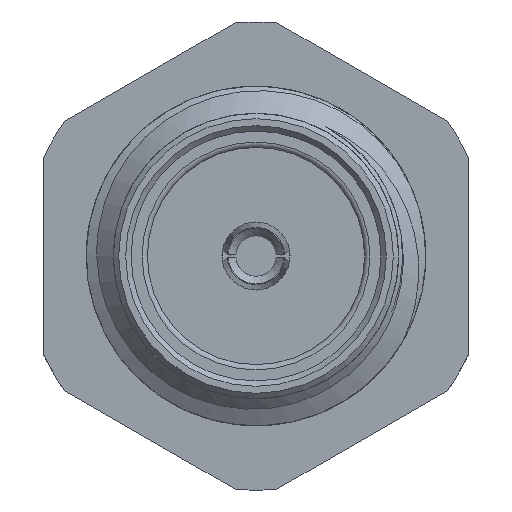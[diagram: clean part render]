
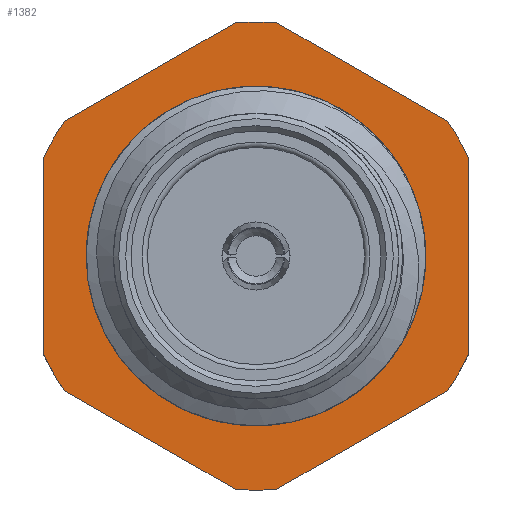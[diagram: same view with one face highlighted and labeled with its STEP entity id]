
A CAD part, front view. The second image highlights one B-rep face of the part: STEP entity #1382.
In plain terms, the highlighted face is planar.
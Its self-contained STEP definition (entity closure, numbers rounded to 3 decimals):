
#67=LINE('',#2300,#131);
#70=LINE('',#2308,#134);
#74=LINE('',#2318,#138);
#78=LINE('',#2325,#142);
#80=LINE('',#2331,#144);
#85=LINE('',#2340,#149);
#131=VECTOR('',#1808,1000.);
#134=VECTOR('',#1817,1000.);
#138=VECTOR('',#1827,1000.);
#142=VECTOR('',#1833,1000.);
#144=VECTOR('',#1841,1000.);
#149=VECTOR('',#1848,1000.);
#180=PLANE('',#1554);
#379=ORIENTED_EDGE('',*,*,#703,.T.);
#380=ORIENTED_EDGE('',*,*,#678,.T.);
#381=ORIENTED_EDGE('',*,*,#681,.T.);
#382=ORIENTED_EDGE('',*,*,#683,.T.);
#383=ORIENTED_EDGE('',*,*,#685,.T.);
#384=ORIENTED_EDGE('',*,*,#687,.T.);
#385=ORIENTED_EDGE('',*,*,#690,.T.);
#386=ORIENTED_EDGE('',*,*,#657,.T.);
#387=ORIENTED_EDGE('',*,*,#694,.T.);
#388=ORIENTED_EDGE('',*,*,#696,.T.);
#389=ORIENTED_EDGE('',*,*,#697,.T.);
#390=ORIENTED_EDGE('',*,*,#663,.T.);
#391=ORIENTED_EDGE('',*,*,#702,.T.);
#657=EDGE_CURVE('',#834,#833,#950,.T.);
#663=EDGE_CURVE('',#840,#839,#953,.T.);
#678=EDGE_CURVE('',#852,#851,#961,.T.);
#681=EDGE_CURVE('',#851,#853,#67,.T.);
#683=EDGE_CURVE('',#853,#854,#962,.T.);
#685=EDGE_CURVE('',#854,#855,#70,.T.);
#687=EDGE_CURVE('',#855,#856,#963,.T.);
#690=EDGE_CURVE('',#856,#834,#74,.T.);
#694=EDGE_CURVE('',#833,#860,#78,.T.);
#696=EDGE_CURVE('',#860,#861,#964,.T.);
#697=EDGE_CURVE('',#861,#840,#80,.T.);
#702=EDGE_CURVE('',#839,#852,#85,.T.);
#703=EDGE_CURVE('',#865,#865,#965,.T.);
#833=VERTEX_POINT('',#2249);
#834=VERTEX_POINT('',#2251);
#839=VERTEX_POINT('',#2262);
#840=VERTEX_POINT('',#2264);
#851=VERTEX_POINT('',#2293);
#852=VERTEX_POINT('',#2295);
#853=VERTEX_POINT('',#2299);
#854=VERTEX_POINT('',#2303);
#855=VERTEX_POINT('',#2307);
#856=VERTEX_POINT('',#2311);
#860=VERTEX_POINT('',#2324);
#861=VERTEX_POINT('',#2328);
#865=VERTEX_POINT('',#2343);
#950=CIRCLE('',#1525,4.365);
#953=CIRCLE('',#1529,4.365);
#961=CIRCLE('',#1541,4.365);
#962=CIRCLE('',#1544,4.365);
#963=CIRCLE('',#1547,4.365);
#964=CIRCLE('',#1551,4.365);
#965=CIRCLE('',#1555,2.66);
#1055=EDGE_LOOP('',(#379));
#1056=EDGE_LOOP('',(#380,#381,#382,#383,#384,#385,#386,#387,#388,#389,#390,
#391));
#1214=FACE_BOUND('',#1055,.T.);
#1215=FACE_BOUND('',#1056,.T.);
#1382=ADVANCED_FACE('',(#1214,#1215),#180,.T.);
#1525=AXIS2_PLACEMENT_3D('',#2250,#1760,#1761);
#1529=AXIS2_PLACEMENT_3D('',#2263,#1771,#1772);
#1541=AXIS2_PLACEMENT_3D('',#2294,#1802,#1803);
#1544=AXIS2_PLACEMENT_3D('',#2304,#1812,#1813);
#1547=AXIS2_PLACEMENT_3D('',#2312,#1821,#1822);
#1551=AXIS2_PLACEMENT_3D('',#2329,#1837,#1838);
#1554=AXIS2_PLACEMENT_3D('',#2341,#1849,#1850);
#1555=AXIS2_PLACEMENT_3D('',#2342,#1851,#1852);
#1760=DIRECTION('',(0.,0.,1.));
#1761=DIRECTION('',(1.,0.,0.));
#1771=DIRECTION('',(0.,0.,1.));
#1772=DIRECTION('',(1.,0.,0.));
#1802=DIRECTION('',(0.,0.,1.));
#1803=DIRECTION('',(1.,0.,0.));
#1808=DIRECTION('',(-0.866,0.5,0.));
#1812=DIRECTION('',(0.,0.,1.));
#1813=DIRECTION('',(1.,0.,0.));
#1817=DIRECTION('',(-0.866,-0.5,0.));
#1821=DIRECTION('',(0.,0.,1.));
#1822=DIRECTION('',(1.,0.,0.));
#1827=DIRECTION('',(0.,-1.,0.));
#1833=DIRECTION('',(0.866,-0.5,0.));
#1837=DIRECTION('',(0.,0.,1.));
#1838=DIRECTION('',(1.,0.,0.));
#1841=DIRECTION('',(0.866,0.5,0.));
#1848=DIRECTION('',(0.,1.,0.));
#1849=DIRECTION('',(0.,0.,1.));
#1850=DIRECTION('',(1.,0.,0.));
#1851=DIRECTION('',(0.,0.,-1.));
#1852=DIRECTION('',(1.,0.,0.));
#2249=CARTESIAN_POINT('',(-3.57,-2.511,1.52));
#2250=CARTESIAN_POINT('',(0.,0.,1.52));
#2251=CARTESIAN_POINT('',(-3.96,-1.836,1.52));
#2262=CARTESIAN_POINT('',(3.96,-1.836,1.52));
#2263=CARTESIAN_POINT('',(0.,0.,1.52));
#2264=CARTESIAN_POINT('',(3.57,-2.511,1.52));
#2293=CARTESIAN_POINT('',(3.57,2.511,1.52));
#2294=CARTESIAN_POINT('',(0.,0.,1.52));
#2295=CARTESIAN_POINT('',(3.96,1.836,1.52));
#2299=CARTESIAN_POINT('',(0.39,4.348,1.52));
#2300=CARTESIAN_POINT('',(3.57,2.511,1.52));
#2303=CARTESIAN_POINT('',(-0.39,4.348,1.52));
#2304=CARTESIAN_POINT('',(0.,0.,1.52));
#2307=CARTESIAN_POINT('',(-3.57,2.511,1.52));
#2308=CARTESIAN_POINT('',(-0.39,4.348,1.52));
#2311=CARTESIAN_POINT('',(-3.96,1.836,1.52));
#2312=CARTESIAN_POINT('',(0.,0.,1.52));
#2318=CARTESIAN_POINT('',(-3.96,1.836,1.52));
#2324=CARTESIAN_POINT('',(-0.39,-4.348,1.52));
#2325=CARTESIAN_POINT('',(-3.57,-2.511,1.52));
#2328=CARTESIAN_POINT('',(0.39,-4.348,1.52));
#2329=CARTESIAN_POINT('',(0.,0.,1.52));
#2331=CARTESIAN_POINT('',(0.39,-4.348,1.52));
#2340=CARTESIAN_POINT('',(3.96,-1.836,1.52));
#2341=CARTESIAN_POINT('',(0.,0.,1.52));
#2342=CARTESIAN_POINT('',(0.,0.,1.52));
#2343=CARTESIAN_POINT('',(2.66,0.,1.52));
